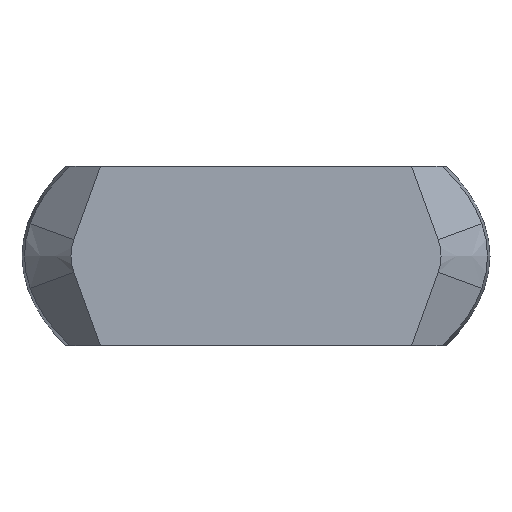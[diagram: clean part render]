
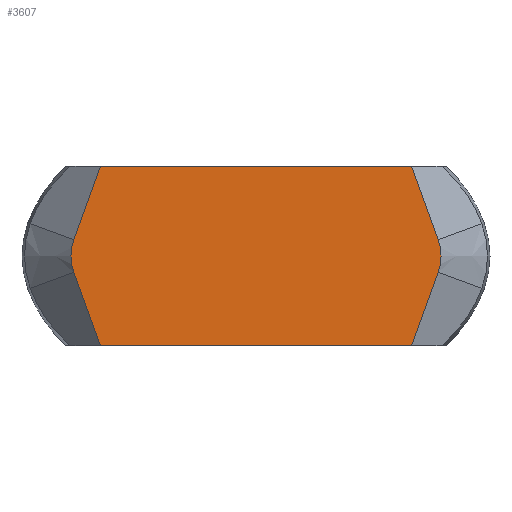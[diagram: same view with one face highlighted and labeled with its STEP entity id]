
A CAD part, left-side view. The second image highlights one B-rep face of the part: STEP entity #3607.
In plain terms, the highlighted planar face has unit normal (-1, 0, 0).
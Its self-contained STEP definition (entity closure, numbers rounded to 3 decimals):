
#217=CARTESIAN_POINT('',(-27.5,-22.5,0.));
#218=DIRECTION('',(1.,0.,0.));
#219=DIRECTION('',(0.,-0.94,0.342));
#220=AXIS2_PLACEMENT_3D('',#217,#218,#219);
#222=DIRECTION('',(0.,-0.342,0.94));
#223=VECTOR('',#222,12.767);
#224=CARTESIAN_POINT('',(-27.5,-25.525,-14.688));
#225=LINE('',#224,#223);
#226=DIRECTION('',(0.,-1.,0.));
#227=VECTOR('',#226,51.051);
#228=CARTESIAN_POINT('',(-27.5,25.525,-14.688));
#229=LINE('',#228,#227);
#230=DIRECTION('',(0.,0.342,0.94));
#231=VECTOR('',#230,12.767);
#232=CARTESIAN_POINT('',(-27.5,25.525,-14.688));
#233=LINE('',#232,#231);
#234=CARTESIAN_POINT('',(-27.5,22.5,0.));
#235=DIRECTION('',(1.,0.,0.));
#236=DIRECTION('',(0.,0.94,-0.342));
#237=AXIS2_PLACEMENT_3D('',#234,#235,#236);
#239=DIRECTION('',(0.,0.342,-0.94));
#240=VECTOR('',#239,12.767);
#241=CARTESIAN_POINT('',(-27.5,25.525,14.688));
#242=LINE('',#241,#240);
#243=DIRECTION('',(0.,-1.,0.));
#244=VECTOR('',#243,51.051);
#245=CARTESIAN_POINT('',(-27.5,25.525,14.688));
#246=LINE('',#245,#244);
#247=DIRECTION('',(0.,-0.342,-0.94));
#248=VECTOR('',#247,12.767);
#249=CARTESIAN_POINT('',(-27.5,-25.525,14.688));
#250=LINE('',#249,#248);
#3338=CARTESIAN_POINT('',(-27.5,25.525,14.688));
#3339=CARTESIAN_POINT('',(-27.5,-25.525,14.688));
#3340=VERTEX_POINT('',#3338);
#3341=VERTEX_POINT('',#3339);
#3346=CARTESIAN_POINT('',(-27.5,25.525,-14.688));
#3347=CARTESIAN_POINT('',(-27.5,-25.525,-14.688));
#3348=VERTEX_POINT('',#3346);
#3349=VERTEX_POINT('',#3347);
#3352=CARTESIAN_POINT('',(-27.5,-29.892,2.69));
#3353=VERTEX_POINT('',#3352);
#3356=CARTESIAN_POINT('',(-27.5,29.892,2.69));
#3357=VERTEX_POINT('',#3356);
#3360=CARTESIAN_POINT('',(-27.5,-29.892,-2.69));
#3361=VERTEX_POINT('',#3360);
#3364=CARTESIAN_POINT('',(-27.5,29.892,-2.69));
#3365=VERTEX_POINT('',#3364);
#3585=CARTESIAN_POINT('',(-27.5,0.,0.));
#3586=DIRECTION('',(-1.,0.,0.));
#3587=DIRECTION('',(0.,0.,1.));
#3588=AXIS2_PLACEMENT_3D('',#3585,#3586,#3587);
#3589=PLANE('',#3588);
#3591=ORIENTED_EDGE('',*,*,#3590,.T.);
#3593=ORIENTED_EDGE('',*,*,#3592,.F.);
#3595=ORIENTED_EDGE('',*,*,#3594,.F.);
#3597=ORIENTED_EDGE('',*,*,#3596,.T.);
#3599=ORIENTED_EDGE('',*,*,#3598,.T.);
#3601=ORIENTED_EDGE('',*,*,#3600,.F.);
#3602=ORIENTED_EDGE('',*,*,#3509,.T.);
#3604=ORIENTED_EDGE('',*,*,#3603,.T.);
#3605=EDGE_LOOP('',(#3591,#3593,#3595,#3597,#3599,#3601,#3602,#3604));
#3606=FACE_OUTER_BOUND('',#3605,.F.);
#3607=ADVANCED_FACE('',(#3606),#3589,.T.);
#221=CIRCLE('',#220,7.866);
#238=CIRCLE('',#237,7.866);
#3509=EDGE_CURVE('',#3340,#3341,#246,.T.);
#3590=EDGE_CURVE('',#3353,#3361,#221,.T.);
#3592=EDGE_CURVE('',#3349,#3361,#225,.T.);
#3594=EDGE_CURVE('',#3348,#3349,#229,.T.);
#3596=EDGE_CURVE('',#3348,#3365,#233,.T.);
#3598=EDGE_CURVE('',#3365,#3357,#238,.T.);
#3600=EDGE_CURVE('',#3340,#3357,#242,.T.);
#3603=EDGE_CURVE('',#3341,#3353,#250,.T.);
